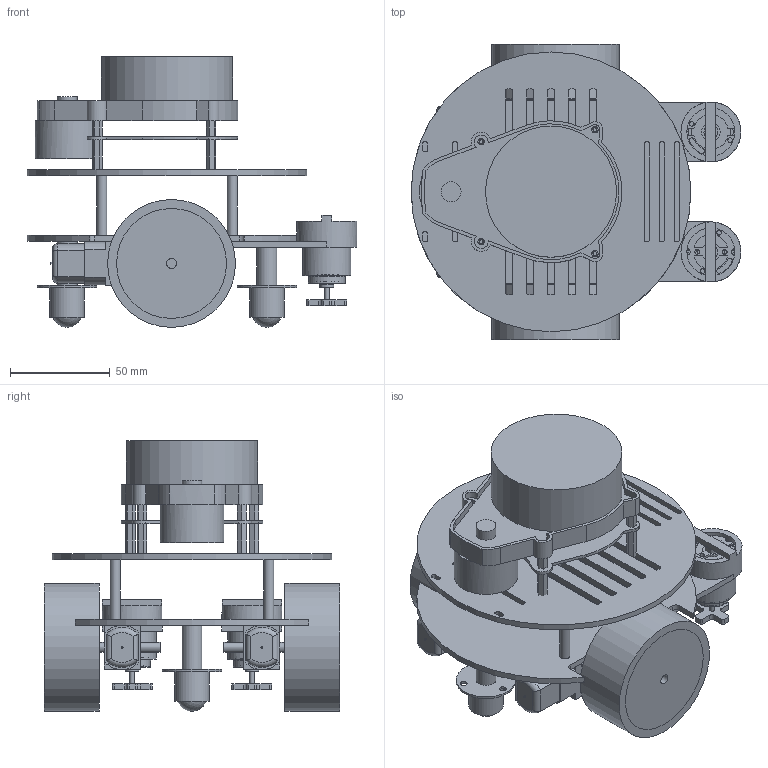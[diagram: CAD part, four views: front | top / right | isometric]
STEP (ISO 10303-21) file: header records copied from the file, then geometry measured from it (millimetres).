
FILE_DESCRIPTION(/* description */ (''),/* implementation_level */ '2;1');
FILE_NAME(/* name */ 'auto_clean v16.step',/* time_stamp */ '2023-10-09T14:35:07+05:30',/* author */ (''),/* organization */ (''),/* preprocessor_version */ 'ST-DEVELOPER v19.2',/* originating_system */ 'Autodesk Translation Framework v12.6.0.85',/* authorisation */ '');
FILE_SCHEMA (('AUTOMOTIVE_DESIGN { 1 0 10303 214 3 1 1 }'));
Length unit declared in the file: millimetre
Products named in the file (23): auto_clean; right_wheel v1; base_link v3; chasis_bottom_link v4; chasis_top_link v6; left_motor v1; right_motor v1; left_wheel v1; front_Castor; rear_Castor; ydlidar x4 v1; right_connect; left_connect v2; right_brush_motor; MOTOR_CASE; ROTOR; MOTOR_BACK; left_brush_motor; MOTOR_CASE (1); ROTOR (1); MOTOR_BACK (1); right_brush; left_brush
Assembly tree (22 placements, depth 3):
  auto_clean
    right_wheel v1
    base_link v3
      chasis_bottom_link v4
      chasis_top_link v6
      left_motor v1
      right_motor v1
    left_wheel v1
    front_Castor
    rear_Castor
    ydlidar x4 v1
    right_connect
    left_connect v2
    right_brush_motor
      MOTOR_CASE
      ROTOR
      MOTOR_BACK
    left_brush_motor
      MOTOR_CASE (1)
      ROTOR (1)
      MOTOR_BACK (1)
    right_brush
    left_brush
Bounding box: 165 x 148 x 135.5 mm (x, y, z)
Volume: 485965 mm3; surface area: 185105.8 mm2
Topology: 19 solids, 19 shells, 781 faces, 2046 edges, 1348 vertices
Faces by surface type: plane 421, cylinder 318, torus 40, sphere 2
Full cylindrical faces by diameter (mm): 1 x2, 2 x8, 2.313 x20, 2.5 x2, 3 x4, 3.2 x4, 3.316 x6, 5 x10, 5.783 x2, 6.94 x2, 10 x3, 14.921 x2, 17.132 x2, 17.349 x2, 18.506 x2, 21.5 x2, 22.843 x2, 24 x4, 29.842 x2, 30 x2, 32 x1, 55 x4, 64 x2, 65.6 x1, 140 x1
Entity records: 25864 total; most frequent: CARTESIAN_POINT 4974, DIRECTION 4354, ORIENTED_EDGE 4084, EDGE_CURVE 2042, AXIS2_PLACEMENT_3D 1564, VERTEX_POINT 1348, LINE 1226, VECTOR 1226
